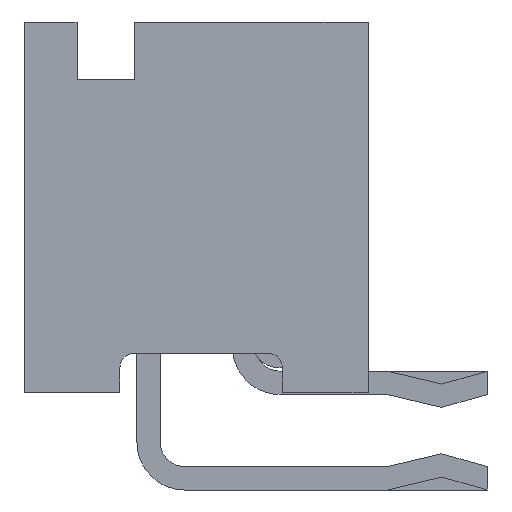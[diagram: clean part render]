
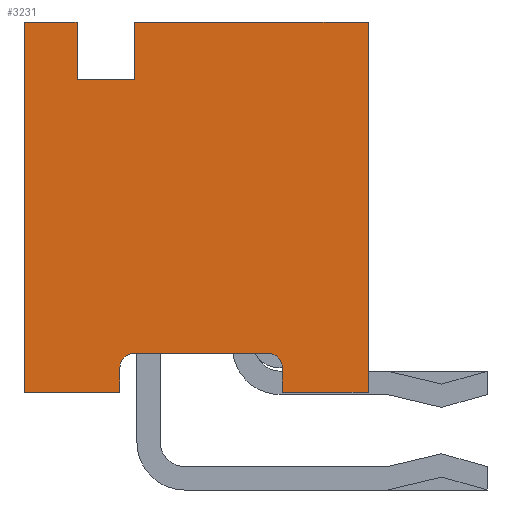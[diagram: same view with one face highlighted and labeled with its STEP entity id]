
A CAD part, left-side view. The second image highlights one B-rep face of the part: STEP entity #3231.
In plain terms, the highlighted planar face has unit normal (-1, 0, 0).
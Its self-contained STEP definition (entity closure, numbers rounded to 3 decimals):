
#72=DIRECTION('',(0.,0.,-1.));
#73=VECTOR('',#72,9.855);
#74=CARTESIAN_POINT('',(-10.16,0.,0.));
#75=LINE('',#74,#73);
#76=DIRECTION('',(0.,1.,0.));
#77=VECTOR('',#76,2.286);
#78=CARTESIAN_POINT('',(-10.16,0.,-9.855));
#79=LINE('',#78,#77);
#80=DIRECTION('',(0.,0.,1.));
#81=VECTOR('',#80,0.66);
#82=CARTESIAN_POINT('',(-10.16,2.286,-9.855));
#83=LINE('',#82,#81);
#84=CARTESIAN_POINT('',(-10.16,2.667,-9.195));
#85=DIRECTION('',(-1.,0.,0.));
#86=DIRECTION('',(0.,-1.,0.));
#87=AXIS2_PLACEMENT_3D('',#84,#85,#86);
#89=CARTESIAN_POINT('',(-10.16,6.223,-9.195));
#90=DIRECTION('',(-1.,0.,0.));
#91=DIRECTION('',(0.,0.,1.));
#92=AXIS2_PLACEMENT_3D('',#89,#90,#91);
#94=DIRECTION('',(0.,0.,-1.));
#95=VECTOR('',#94,0.66);
#96=CARTESIAN_POINT('',(-10.16,6.604,-9.195));
#97=LINE('',#96,#95);
#98=DIRECTION('',(0.,1.,0.));
#99=VECTOR('',#98,2.54);
#100=CARTESIAN_POINT('',(-10.16,6.604,-9.855));
#101=LINE('',#100,#99);
#102=DIRECTION('',(0.,-1.,0.));
#103=VECTOR('',#102,1.397);
#104=CARTESIAN_POINT('',(-10.16,9.144,0.));
#105=LINE('',#104,#103);
#106=DIRECTION('',(0.,0.,-1.));
#107=VECTOR('',#106,1.524);
#108=CARTESIAN_POINT('',(-10.16,7.747,0.));
#109=LINE('',#108,#107);
#110=DIRECTION('',(0.,-1.,0.));
#111=VECTOR('',#110,1.524);
#112=CARTESIAN_POINT('',(-10.16,7.747,-1.524));
#113=LINE('',#112,#111);
#114=DIRECTION('',(0.,0.,1.));
#115=VECTOR('',#114,1.524);
#116=CARTESIAN_POINT('',(-10.16,6.223,-1.524));
#117=LINE('',#116,#115);
#146=DIRECTION('',(0.,1.,0.));
#147=VECTOR('',#146,6.223);
#148=CARTESIAN_POINT('',(-10.16,0.,0.));
#149=LINE('',#148,#147);
#558=DIRECTION('',(0.,0.,-1.));
#559=VECTOR('',#558,9.855);
#560=CARTESIAN_POINT('',(-10.16,9.144,0.));
#561=LINE('',#560,#559);
#702=DIRECTION('',(0.,-1.,0.));
#703=VECTOR('',#702,3.556);
#704=CARTESIAN_POINT('',(-10.16,6.223,-8.814));
#705=LINE('',#704,#703);
#2436=CARTESIAN_POINT('',(-10.16,9.144,0.));
#2437=CARTESIAN_POINT('',(-10.16,7.747,0.));
#2438=VERTEX_POINT('',#2436);
#2439=VERTEX_POINT('',#2437);
#2440=CARTESIAN_POINT('',(-10.16,7.747,-1.524));
#2441=VERTEX_POINT('',#2440);
#2442=CARTESIAN_POINT('',(-10.16,6.223,-1.524));
#2443=VERTEX_POINT('',#2442);
#2444=CARTESIAN_POINT('',(-10.16,6.223,0.));
#2445=VERTEX_POINT('',#2444);
#2500=CARTESIAN_POINT('',(-10.16,6.604,-9.195));
#2501=CARTESIAN_POINT('',(-10.16,6.604,-9.855));
#2502=VERTEX_POINT('',#2500);
#2503=VERTEX_POINT('',#2501);
#2504=CARTESIAN_POINT('',(-10.16,9.144,-9.855));
#2505=VERTEX_POINT('',#2504);
#2506=CARTESIAN_POINT('',(-10.16,0.,0.));
#2507=CARTESIAN_POINT('',(-10.16,0.,-9.855));
#2508=VERTEX_POINT('',#2506);
#2509=VERTEX_POINT('',#2507);
#2510=CARTESIAN_POINT('',(-10.16,2.286,-9.855));
#2511=VERTEX_POINT('',#2510);
#2512=CARTESIAN_POINT('',(-10.16,2.286,-9.195));
#2513=VERTEX_POINT('',#2512);
#2536=CARTESIAN_POINT('',(-10.16,6.223,-8.814));
#2537=VERTEX_POINT('',#2536);
#2538=CARTESIAN_POINT('',(-10.16,2.667,-8.814));
#2540=VERTEX_POINT('',#2538);
#3196=CARTESIAN_POINT('',(-10.16,0.,0.));
#3197=DIRECTION('',(1.,0.,0.));
#3198=DIRECTION('',(0.,0.,-1.));
#3199=AXIS2_PLACEMENT_3D('',#3196,#3197,#3198);
#3200=PLANE('',#3199);
#3202=ORIENTED_EDGE('',*,*,#3201,.F.);
#3204=ORIENTED_EDGE('',*,*,#3203,.T.);
#3206=ORIENTED_EDGE('',*,*,#3205,.T.);
#3208=ORIENTED_EDGE('',*,*,#3207,.T.);
#3210=ORIENTED_EDGE('',*,*,#3209,.T.);
#3212=ORIENTED_EDGE('',*,*,#3211,.F.);
#3214=ORIENTED_EDGE('',*,*,#3213,.T.);
#3216=ORIENTED_EDGE('',*,*,#3215,.T.);
#3218=ORIENTED_EDGE('',*,*,#3217,.T.);
#3220=ORIENTED_EDGE('',*,*,#3219,.F.);
#3222=ORIENTED_EDGE('',*,*,#3221,.T.);
#3224=ORIENTED_EDGE('',*,*,#3223,.T.);
#3226=ORIENTED_EDGE('',*,*,#3225,.T.);
#3228=ORIENTED_EDGE('',*,*,#3227,.T.);
#3229=EDGE_LOOP('',(#3202,#3204,#3206,#3208,#3210,#3212,#3214,#3216,#3218,#3220,
#3222,#3224,#3226,#3228));
#3230=FACE_OUTER_BOUND('',#3229,.F.);
#3231=ADVANCED_FACE('',(#3230),#3200,.F.);
#88=CIRCLE('',#87,0.381);
#93=CIRCLE('',#92,0.381);
#3201=EDGE_CURVE('',#2508,#2445,#149,.T.);
#3203=EDGE_CURVE('',#2508,#2509,#75,.T.);
#3205=EDGE_CURVE('',#2509,#2511,#79,.T.);
#3207=EDGE_CURVE('',#2511,#2513,#83,.T.);
#3209=EDGE_CURVE('',#2513,#2540,#88,.T.);
#3211=EDGE_CURVE('',#2537,#2540,#705,.T.);
#3213=EDGE_CURVE('',#2537,#2502,#93,.T.);
#3215=EDGE_CURVE('',#2502,#2503,#97,.T.);
#3217=EDGE_CURVE('',#2503,#2505,#101,.T.);
#3219=EDGE_CURVE('',#2438,#2505,#561,.T.);
#3221=EDGE_CURVE('',#2438,#2439,#105,.T.);
#3223=EDGE_CURVE('',#2439,#2441,#109,.T.);
#3225=EDGE_CURVE('',#2441,#2443,#113,.T.);
#3227=EDGE_CURVE('',#2443,#2445,#117,.T.);
